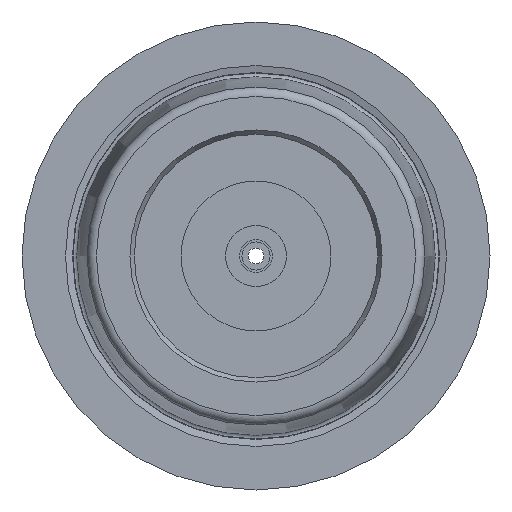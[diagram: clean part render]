
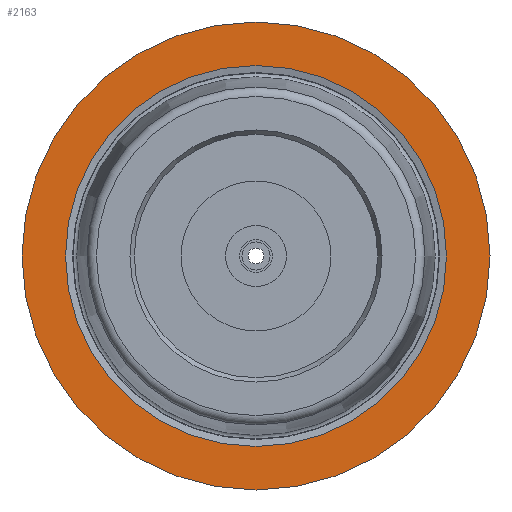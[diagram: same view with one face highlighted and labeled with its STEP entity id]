
A CAD part, left-side view. The second image highlights one B-rep face of the part: STEP entity #2163.
In plain terms, the highlighted planar face has unit normal (-1, 0, 0).
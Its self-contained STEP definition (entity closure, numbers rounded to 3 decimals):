
#2129=CARTESIAN_POINT('',(0.,20.35,0.0));
#2130=VERTEX_POINT('',#2129);
#2131=CARTESIAN_POINT('',(0.,0.0,0.0));
#2132=DIRECTION('',(1.0,0.0,0.0));
#2133=DIRECTION('',(0.0,1.0,0.0));
#2134=AXIS2_PLACEMENT_3D('',#2131,#2132,#2133);
#2135=CIRCLE('',#2134,20.35);
#2136=EDGE_CURVE('',#2130,#2130,#2135,.T.);
#2144=CARTESIAN_POINT('',(0.,22.675,0.0));
#2145=DIRECTION('',(-1.0,0.0,0.0));
#2146=DIRECTION('',(0.0,0.0,1.0));
#2147=AXIS2_PLACEMENT_3D('',#2144,#2145,#2146);
#2148=PLANE('',#2147);
#2149=CARTESIAN_POINT('',(0.,25.,0.0));
#2150=VERTEX_POINT('',#2149);
#2151=CARTESIAN_POINT('',(0.,0.0,0.0));
#2152=DIRECTION('',(1.0,0.0,0.0));
#2153=DIRECTION('',(0.0,1.0,0.0));
#2154=AXIS2_PLACEMENT_3D('',#2151,#2152,#2153);
#2155=CIRCLE('',#2154,25.);
#2156=EDGE_CURVE('',#2150,#2150,#2155,.T.);
#2157=ORIENTED_EDGE('',*,*,#2156,.F.);
#2158=EDGE_LOOP('',(#2157));
#2159=FACE_OUTER_BOUND('',#2158,.T.);
#2160=ORIENTED_EDGE('',*,*,#2136,.T.);
#2161=EDGE_LOOP('',(#2160));
#2162=FACE_BOUND('',#2161,.T.);
#2163=ADVANCED_FACE('',(#2159,#2162),#2148,.T.);
